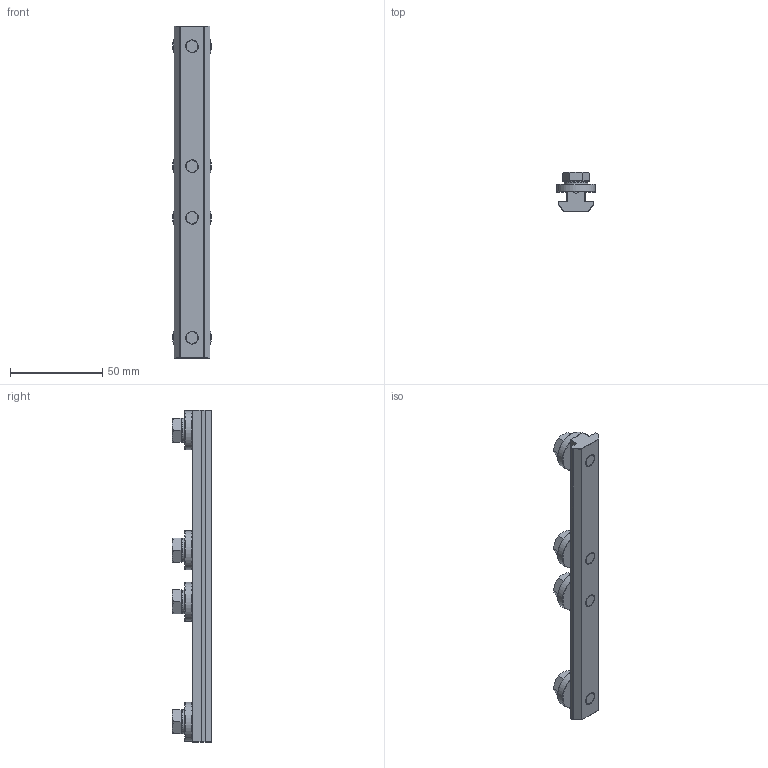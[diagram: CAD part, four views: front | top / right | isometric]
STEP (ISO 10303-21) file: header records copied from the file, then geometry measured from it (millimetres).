
FILE_DESCRIPTION((''),'2;1');
FILE_NAME('AR3085.stp','2016-10-17T09:13:08',('Envy'),(''),'Autodesk Inventor 2013','Autodesk Inventor 2013','');
FILE_SCHEMA(('AUTOMOTIVE_DESIGN { 1 0 10303 214 1 1 1 1 }'));
Length unit declared in the file: millimetre
Products named in the file (5): AR3085; AR3085 część 1; AR3085 część 2; AR3085 część 3; ISO 4017 M8 x 16
Assembly tree (13 placements, depth 2):
  AR3085
    AR3085 część 1
    AR3085 część 2  x4
    AR3085 część 3  x4
    ISO 4017 M8 x 16  x4
Bounding box: 21 x 21.3 x 180 mm (x, y, z)
Volume: 35743.9 mm3; surface area: 19303 mm2
Topology: 13 solids, 13 shells, 244 faces, 530 edges, 316 vertices
Faces by surface type: cylinder 79, plane 79, torus 44, cone 28, bspline 14
Full cylindrical faces by diameter (mm): 6.9 x4, 8 x4, 8.3 x4, 8.5 x4, 11.63 x4, 12.8 x4, 21 x4
Entity records: 4739 total; most frequent: CARTESIAN_POINT 1417, DIRECTION 718, ORIENTED_EDGE 618, EDGE_CURVE 309, AXIS2_PLACEMENT_3D 302, VERTEX_POINT 195, EDGE_LOOP 168, CIRCLE 143
